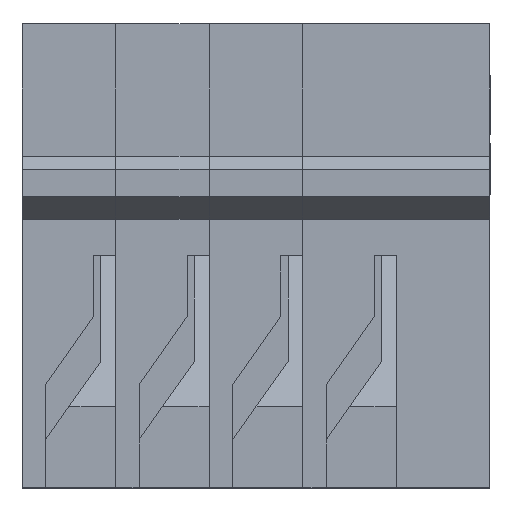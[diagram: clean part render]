
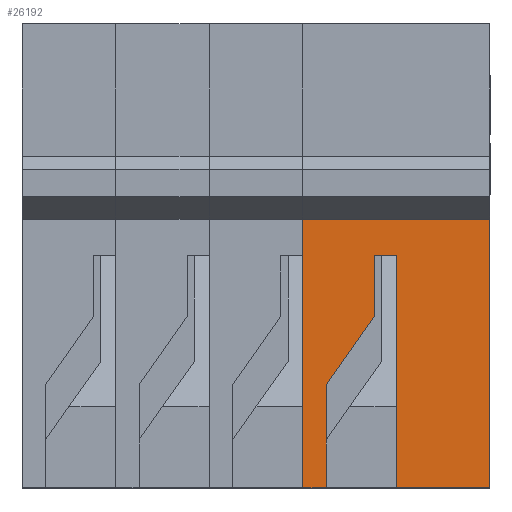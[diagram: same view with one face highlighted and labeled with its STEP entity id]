
A CAD part, top view. The second image highlights one B-rep face of the part: STEP entity #26192.
In plain terms, the highlighted planar face has unit normal (0, 0, 1).
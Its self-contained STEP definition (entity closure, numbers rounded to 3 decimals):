
#150 = VERTEX_POINT ( 'NONE', #8224 ) ;
#226 = VECTOR ( 'NONE', #21486, 1000. ) ;
#1274 = EDGE_CURVE ( 'NONE', #19991, #150, #11823, .T. ) ;
#1760 = VERTEX_POINT ( 'NONE', #3115 ) ;
#2811 = CARTESIAN_POINT ( 'NONE',  ( 1.27, -6.3, 10. ) ) ;
#2938 = VERTEX_POINT ( 'NONE', #17894 ) ;
#3115 = CARTESIAN_POINT ( 'NONE',  ( 6.35, -6.3, 10. ) ) ;
#4077 = DIRECTION ( 'NONE',  ( -1., 0., 0. ) ) ;
#4164 = AXIS2_PLACEMENT_3D ( 'NONE', #6703, #13133, #4077 ) ;
#4332 = EDGE_CURVE ( 'NONE', #28159, #1760, #19124, .T. ) ;
#4484 = CARTESIAN_POINT ( 'NONE',  ( 1.91, -6.3, 10. ) ) ;
#4507 = CARTESIAN_POINT ( 'NONE',  ( 6.35, -6.3, 10. ) ) ;
#4874 = ORIENTED_EDGE ( 'NONE', *, *, #23250, .T. ) ;
#4994 = LINE ( 'NONE', #22954, #15878 ) ;
#5082 = VECTOR ( 'NONE', #14034, 1000. ) ;
#5165 = CARTESIAN_POINT ( 'NONE',  ( 3.81, -6.3, 10. ) ) ;
#5273 = VECTOR ( 'NONE', #11229, 1000. ) ;
#5317 = DIRECTION ( 'NONE',  ( 0., 1., 0. ) ) ;
#5865 = VECTOR ( 'NONE', #5317, 1000. ) ;
#6037 = ORIENTED_EDGE ( 'NONE', *, *, #20024, .T. ) ;
#6354 = ORIENTED_EDGE ( 'NONE', *, *, #25939, .T. ) ;
#6385 = VERTEX_POINT ( 'NONE', #17621 ) ;
#6703 = CARTESIAN_POINT ( 'NONE',  ( 3.81, -6.3, 10. ) ) ;
#7005 = VECTOR ( 'NONE', #9126, 1000. ) ;
#7165 = ORIENTED_EDGE ( 'NONE', *, *, #25782, .F. ) ;
#7196 = LINE ( 'NONE', #5165, #23247 ) ;
#7385 = CARTESIAN_POINT ( 'NONE',  ( 1.27, -6.3, 10. ) ) ;
#7643 = CARTESIAN_POINT ( 'NONE',  ( 1.91, -6.3, 10. ) ) ;
#7723 = VECTOR ( 'NONE', #26180, 1000. ) ;
#7731 = ORIENTED_EDGE ( 'NONE', *, *, #4332, .F. ) ;
#7907 = LINE ( 'NONE', #2811, #5082 ) ;
#8224 = CARTESIAN_POINT ( 'NONE',  ( 3.81, 0., 10. ) ) ;
#8270 = LINE ( 'NONE', #21433, #7723 ) ;
#8690 = CARTESIAN_POINT ( 'NONE',  ( 3.81, 1., 10. ) ) ;
#9126 = DIRECTION ( 'NONE',  ( -1., 0., 0. ) ) ;
#9362 = CARTESIAN_POINT ( 'NONE',  ( 3.21, 0., 10. ) ) ;
#9658 = DIRECTION ( 'NONE',  ( 1., 0., 0. ) ) ;
#9899 = ORIENTED_EDGE ( 'NONE', *, *, #11951, .T. ) ;
#11229 = DIRECTION ( 'NONE',  ( -1., 0., 0. ) ) ;
#11736 = DIRECTION ( 'NONE',  ( -1., 0., 0. ) ) ;
#11755 = LINE ( 'NONE', #7643, #5865 ) ;
#11823 = LINE ( 'NONE', #9362, #24929 ) ;
#11951 = EDGE_CURVE ( 'NONE', #16469, #14887, #11755, .T. ) ;
#13133 = DIRECTION ( 'NONE',  ( 0., 0., -1. ) ) ;
#13275 = EDGE_CURVE ( 'NONE', #16372, #17982, #7907, .T. ) ;
#14034 = DIRECTION ( 'NONE',  ( 0., -1., 0. ) ) ;
#14887 = VERTEX_POINT ( 'NONE', #28037 ) ;
#15878 = VECTOR ( 'NONE', #27001, 1000. ) ;
#16015 = LINE ( 'NONE', #4507, #5273 ) ;
#16372 = VERTEX_POINT ( 'NONE', #18599 ) ;
#16469 = VERTEX_POINT ( 'NONE', #4484 ) ;
#16937 = CARTESIAN_POINT ( 'NONE',  ( 6.35, 1., 10. ) ) ;
#17132 = ORIENTED_EDGE ( 'NONE', *, *, #22199, .F. ) ;
#17621 = CARTESIAN_POINT ( 'NONE',  ( 3.81, -6.3, 10. ) ) ;
#17894 = CARTESIAN_POINT ( 'NONE',  ( 3.21, -1.643, 10. ) ) ;
#17982 = VERTEX_POINT ( 'NONE', #7385 ) ;
#18540 = ORIENTED_EDGE ( 'NONE', *, *, #19637, .T. ) ;
#18599 = CARTESIAN_POINT ( 'NONE',  ( 1.27, 1., 10. ) ) ;
#19124 = LINE ( 'NONE', #16937, #226 ) ;
#19637 = EDGE_CURVE ( 'NONE', #28159, #16372, #28662, .T. ) ;
#19733 = LINE ( 'NONE', #28469, #26013 ) ;
#19856 = FACE_OUTER_BOUND ( 'NONE', #22481, .T. ) ;
#19991 = VERTEX_POINT ( 'NONE', #20190 ) ;
#20024 = EDGE_CURVE ( 'NONE', #150, #6385, #4994, .T. ) ;
#20190 = CARTESIAN_POINT ( 'NONE',  ( 3.21, 0., 10. ) ) ;
#21433 = CARTESIAN_POINT ( 'NONE',  ( 1.91, -3.5, 10. ) ) ;
#21486 = DIRECTION ( 'NONE',  ( 0., -1., 0. ) ) ;
#22199 = EDGE_CURVE ( 'NONE', #1760, #6385, #16015, .T. ) ;
#22287 = ORIENTED_EDGE ( 'NONE', *, *, #13275, .T. ) ;
#22481 = EDGE_LOOP ( 'NONE', ( #9899, #4874, #6354, #25529, #6037, #17132, #7731, #18540, #22287, #7165 ) ) ;
#22954 = CARTESIAN_POINT ( 'NONE',  ( 3.81, 1., 10. ) ) ;
#23247 = VECTOR ( 'NONE', #11736, 1000. ) ;
#23250 = EDGE_CURVE ( 'NONE', #14887, #2938, #8270, .T. ) ;
#23927 = PLANE ( 'NONE',  #4164 ) ;
#24710 = CARTESIAN_POINT ( 'NONE',  ( 6.35, 1., 10. ) ) ;
#24929 = VECTOR ( 'NONE', #9658, 1000. ) ;
#25529 = ORIENTED_EDGE ( 'NONE', *, *, #1274, .T. ) ;
#25782 = EDGE_CURVE ( 'NONE', #16469, #17982, #7196, .T. ) ;
#25939 = EDGE_CURVE ( 'NONE', #2938, #19991, #19733, .T. ) ;
#26013 = VECTOR ( 'NONE', #26415, 1000. ) ;
#26180 = DIRECTION ( 'NONE',  ( 0.574, 0.819, 0. ) ) ;
#26192 = ADVANCED_FACE ( 'NONE', ( #19856 ), #23927, .F. ) ;
#26415 = DIRECTION ( 'NONE',  ( 0., 1., 0. ) ) ;
#27001 = DIRECTION ( 'NONE',  ( 0., -1., 0. ) ) ;
#28037 = CARTESIAN_POINT ( 'NONE',  ( 1.91, -3.5, 10. ) ) ;
#28159 = VERTEX_POINT ( 'NONE', #24710 ) ;
#28469 = CARTESIAN_POINT ( 'NONE',  ( 3.21, -1.643, 10. ) ) ;
#28662 = LINE ( 'NONE', #8690, #7005 ) ;
